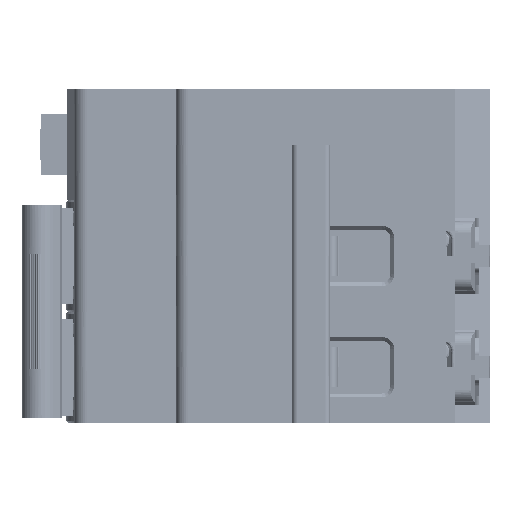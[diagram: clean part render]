
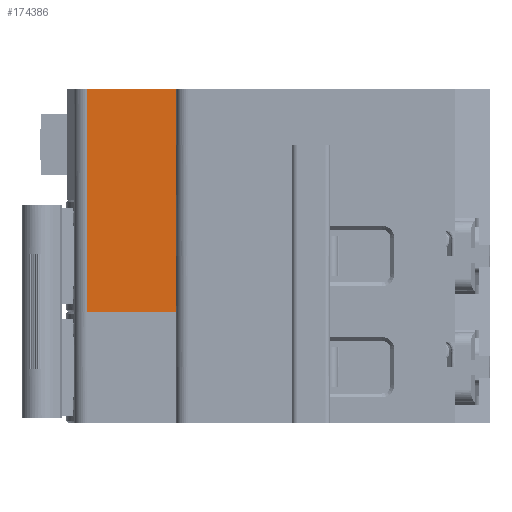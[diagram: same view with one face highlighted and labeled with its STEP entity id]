
A CAD part, left-side view. The second image highlights one B-rep face of the part: STEP entity #174386.
In plain terms, the highlighted planar face has unit normal (-1, 0, 0).
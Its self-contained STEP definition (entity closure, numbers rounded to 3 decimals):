
#6169 = VERTEX_POINT ( 'NONE', #66299 ) ;
#11867 = VERTEX_POINT ( 'NONE', #39618 ) ;
#12080 = VERTEX_POINT ( 'NONE', #24495 ) ;
#24495 = CARTESIAN_POINT ( 'NONE',  ( 880.218, 395.91, 8.9 ) ) ;
#25094 = ORIENTED_EDGE ( 'NONE', *, *, #269430, .F. ) ;
#27488 = CARTESIAN_POINT ( 'NONE',  ( 880.218, 410.128, -5.933 ) ) ;
#39618 = CARTESIAN_POINT ( 'NONE',  ( 880.218, 410.128, 17.8 ) ) ;
#46553 = VECTOR ( 'NONE', #176545, 1000. ) ;
#50396 = CARTESIAN_POINT ( 'NONE',  ( 880.218, 410.128, 5.933 ) ) ;
#52365 = AXIS2_PLACEMENT_3D ( 'NONE', #79070, #238748, #102086 ) ;
#55402 = B_SPLINE_CURVE_WITH_KNOTS ( 'NONE', 3,
 ( #277959, #27488, #50396, #210117 ),
 .UNSPECIFIED., .F., .F.,
 ( 4, 4 ),
 ( 0., 1. ),
 .UNSPECIFIED. ) ;
#66299 = CARTESIAN_POINT ( 'NONE',  ( 880.218, 410.128, -17.8 ) ) ;
#66365 = CARTESIAN_POINT ( 'NONE',  ( 880.218, 395.91, -8.9 ) ) ;
#73453 = VECTOR ( 'NONE', #121548, 1000. ) ;
#79070 = CARTESIAN_POINT ( 'NONE',  ( 880.218, 395.91, 17.8 ) ) ;
#102086 = DIRECTION ( 'NONE',  ( 0., -1., 0. ) ) ;
#102251 = CARTESIAN_POINT ( 'NONE',  ( 880.218, 395.91, -17.8 ) ) ;
#107031 = EDGE_CURVE ( 'NONE', #261070, #12080, #235888, .T. ) ;
#120044 = LINE ( 'NONE', #265140, #241533 ) ;
#121548 = DIRECTION ( 'NONE',  ( 0., 0., -1. ) ) ;
#128352 = DIRECTION ( 'NONE',  ( 0., 0., 1. ) ) ;
#134811 = VERTEX_POINT ( 'NONE', #204743 ) ;
#138701 = FACE_OUTER_BOUND ( 'NONE', #154009, .T. ) ;
#141387 = LINE ( 'NONE', #189356, #73453 ) ;
#153524 = ORIENTED_EDGE ( 'NONE', *, *, #161183, .F. ) ;
#153669 = VERTEX_POINT ( 'NONE', #102251 ) ;
#154009 = EDGE_LOOP ( 'NONE', ( #268559, #153524, #162803, #261544, #25094, #255468 ) ) ;
#161183 = EDGE_CURVE ( 'NONE', #134811, #12080, #141387, .T. ) ;
#162803 = ORIENTED_EDGE ( 'NONE', *, *, #203688, .T. ) ;
#165783 = DIRECTION ( 'NONE',  ( 0., 1., 0. ) ) ;
#170738 = LINE ( 'NONE', #229755, #292120 ) ;
#174386 = ADVANCED_FACE ( 'NONE', ( #138701 ), #260704, .T. ) ;
#176545 = DIRECTION ( 'NONE',  ( 0., 0., 1. ) ) ;
#189356 = CARTESIAN_POINT ( 'NONE',  ( 880.218, 395.91, 17.8 ) ) ;
#189714 = CARTESIAN_POINT ( 'NONE',  ( 880.218, 408.546, -17.8 ) ) ;
#196146 = EDGE_CURVE ( 'NONE', #6169, #11867, #55402, .T. ) ;
#203688 = EDGE_CURVE ( 'NONE', #134811, #11867, #170738, .T. ) ;
#204743 = CARTESIAN_POINT ( 'NONE',  ( 880.218, 395.91, 17.8 ) ) ;
#210117 = CARTESIAN_POINT ( 'NONE',  ( 880.218, 410.128, 17.8 ) ) ;
#229281 = LINE ( 'NONE', #189714, #289995 ) ;
#229755 = CARTESIAN_POINT ( 'NONE',  ( 880.218, 410.128, 17.8 ) ) ;
#235888 = LINE ( 'NONE', #244464, #46553 ) ;
#238748 = DIRECTION ( 'NONE',  ( -1., 0., 0. ) ) ;
#241533 = VECTOR ( 'NONE', #128352, 1000. ) ;
#244464 = CARTESIAN_POINT ( 'NONE',  ( 880.218, 395.91, 0. ) ) ;
#255468 = ORIENTED_EDGE ( 'NONE', *, *, #285330, .T. ) ;
#260704 = PLANE ( 'NONE',  #52365 ) ;
#261070 = VERTEX_POINT ( 'NONE', #66365 ) ;
#261544 = ORIENTED_EDGE ( 'NONE', *, *, #196146, .F. ) ;
#265140 = CARTESIAN_POINT ( 'NONE',  ( 880.218, 395.91, 17.8 ) ) ;
#268559 = ORIENTED_EDGE ( 'NONE', *, *, #107031, .T. ) ;
#269430 = EDGE_CURVE ( 'NONE', #153669, #6169, #229281, .T. ) ;
#274629 = DIRECTION ( 'NONE',  ( 0., 1., 0. ) ) ;
#277959 = CARTESIAN_POINT ( 'NONE',  ( 880.218, 410.128, -17.8 ) ) ;
#285330 = EDGE_CURVE ( 'NONE', #153669, #261070, #120044, .T. ) ;
#289995 = VECTOR ( 'NONE', #165783, 1000. ) ;
#292120 = VECTOR ( 'NONE', #274629, 1000. ) ;
